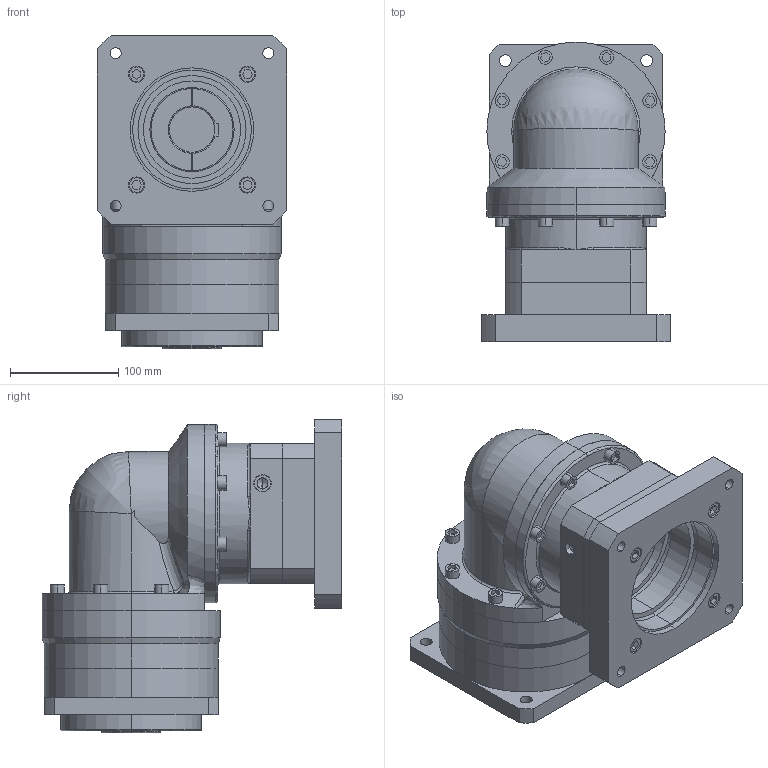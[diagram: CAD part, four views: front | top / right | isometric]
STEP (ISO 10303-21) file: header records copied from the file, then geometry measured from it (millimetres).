
FILE_DESCRIPTION (( 'STEP AP214' ), '1' );
FILE_NAME ('VGZK160单级模型-T（42-113 114.3-3 4-13.5-200）.STEP', '2019-02-18T03:16:04', ( 'Windows' ), ( 'Microsoft' ), 'SwSTEP 2.0', 'SolidWorks 2016', '' );
FILE_SCHEMA (( 'AUTOMOTIVE_DESIGN' ));
Length unit declared in the file: millimetre
Products named in the file (3): VGZE160转角部分-T（42-113 114.3-3 4-13.5-200）; VGK160等撰怀堤窒煦; VGZK160单级模型-T（42-113 114.3-3 4-13.5-200）
Assembly tree (2 placements, depth 2):
  VGZK160单级模型-T（42-113 114.3-3 4-13.5-200）
    VGK160等撰怀堤窒煦
    VGZE160转角部分-T（42-113 114.3-3 4-13.5-200）
Bounding box: 175 x 277.5 x 290.5 mm (x, y, z)
Volume: 5848077.2 mm3; surface area: 511962.3 mm2
Topology: 10 solids, 10 shells, 552 faces, 1322 edges, 844 vertices
Faces by surface type: plane 313, cylinder 185, torus 20, bspline 19, cone 15
Entity records: 17900 total; most frequent: CARTESIAN_POINT 4172, DIRECTION 2778, ORIENTED_EDGE 2596, EDGE_CURVE 1298, AXIS2_PLACEMENT_3D 992, VERTEX_POINT 844, LINE 794, VECTOR 794
